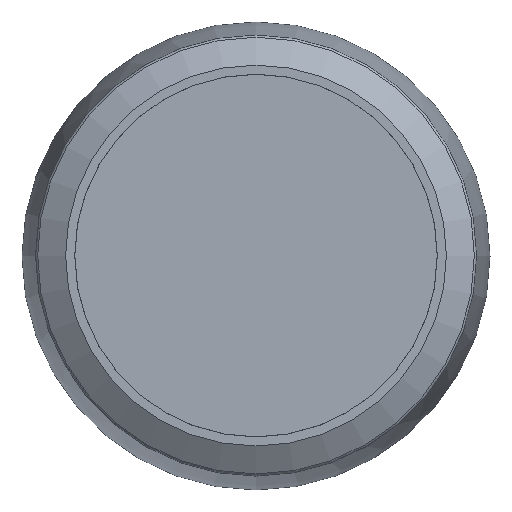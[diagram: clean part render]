
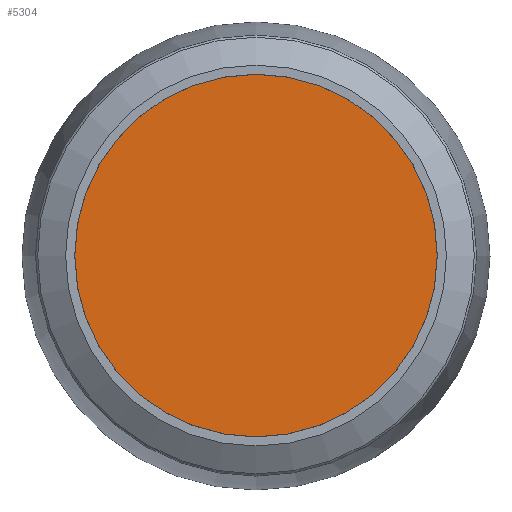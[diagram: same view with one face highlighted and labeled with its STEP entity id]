
A CAD part, top view. The second image highlights one B-rep face of the part: STEP entity #5304.
In plain terms, the highlighted planar face has unit normal (0, 0, 1).
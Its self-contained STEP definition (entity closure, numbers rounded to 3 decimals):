
#235=PLANE('',#5706);
#312=FACE_OUTER_BOUND('',#696,.T.);
#696=EDGE_LOOP('',(#3481));
#1749=CIRCLE('',#5704,19.75);
#2189=VERTEX_POINT('',#8453);
#2646=EDGE_CURVE('',#2189,#2189,#1749,.T.);
#3481=ORIENTED_EDGE('',*,*,#2646,.T.);
#5304=ADVANCED_FACE('',(#312),#235,.T.);
#5704=AXIS2_PLACEMENT_3D('',#8454,#6513,#6514);
#5706=AXIS2_PLACEMENT_3D('',#8458,#6518,#6519);
#6513=DIRECTION('center_axis',(0.,0.,1.));
#6514=DIRECTION('ref_axis',(-1.,0.,0.));
#6518=DIRECTION('center_axis',(0.,0.,1.));
#6519=DIRECTION('ref_axis',(-1.,0.,0.));
#8453=CARTESIAN_POINT('',(19.75,0.,28.46));
#8454=CARTESIAN_POINT('Origin',(0.,0.,28.46));
#8458=CARTESIAN_POINT('Origin',(0.,0.,28.46));
